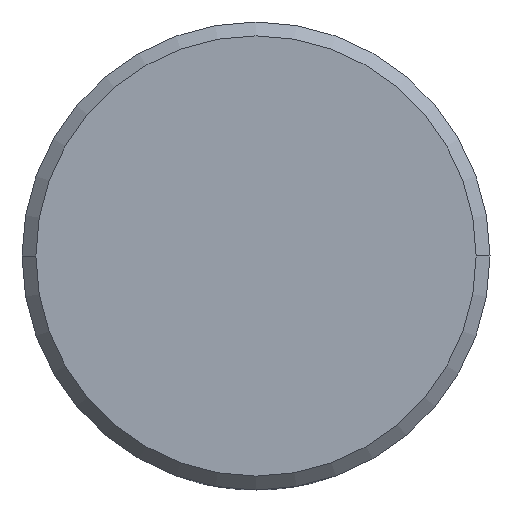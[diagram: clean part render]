
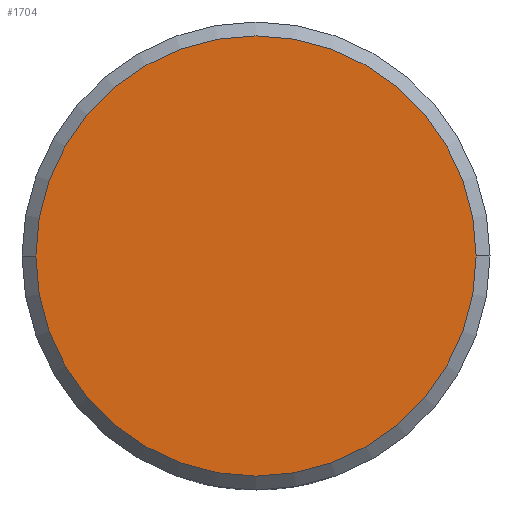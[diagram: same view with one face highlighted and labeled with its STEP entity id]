
A CAD part, front view. The second image highlights one B-rep face of the part: STEP entity #1704.
In plain terms, the highlighted planar face has unit normal (0, -1, 0).
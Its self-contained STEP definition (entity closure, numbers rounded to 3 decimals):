
#483 = CARTESIAN_POINT ( 'NONE',  ( 0., -400., 0. ) ) ;
#1265 = ORIENTED_EDGE ( 'NONE', *, *, #12001, .F. ) ;
#1277 = CARTESIAN_POINT ( 'NONE',  ( -15.85, -400., 0. ) ) ;
#1628 = EDGE_LOOP ( 'NONE', ( #2703, #1265 ) ) ;
#1704 = ADVANCED_FACE ( 'NONE', ( #11911 ), #5800, .F. ) ;
#1973 = DIRECTION ( 'NONE',  ( 0., 1., 0. ) ) ;
#2601 = CIRCLE ( 'NONE', #4124, 15.85 ) ;
#2703 = ORIENTED_EDGE ( 'NONE', *, *, #12881, .F. ) ;
#2749 = AXIS2_PLACEMENT_3D ( 'NONE', #483, #15257, #12851 ) ;
#3558 = VERTEX_POINT ( 'NONE', #9147 ) ;
#4124 = AXIS2_PLACEMENT_3D ( 'NONE', #15536, #10619, #5631 ) ;
#5631 = DIRECTION ( 'NONE',  ( -1., 0., 0. ) ) ;
#5800 = PLANE ( 'NONE',  #6793 ) ;
#6793 = AXIS2_PLACEMENT_3D ( 'NONE', #10746, #1973, #15829 ) ;
#9147 = CARTESIAN_POINT ( 'NONE',  ( 15.85, -400., 0. ) ) ;
#10619 = DIRECTION ( 'NONE',  ( 0., 1., 0. ) ) ;
#10746 = CARTESIAN_POINT ( 'NONE',  ( 0., -400., 0. ) ) ;
#10904 = VERTEX_POINT ( 'NONE', #1277 ) ;
#11911 = FACE_OUTER_BOUND ( 'NONE', #1628, .T. ) ;
#12001 = EDGE_CURVE ( 'NONE', #3558, #10904, #13353, .T. ) ;
#12851 = DIRECTION ( 'NONE',  ( -1., 0., 0. ) ) ;
#12881 = EDGE_CURVE ( 'NONE', #10904, #3558, #2601, .T. ) ;
#13353 = CIRCLE ( 'NONE', #2749, 15.85 ) ;
#15257 = DIRECTION ( 'NONE',  ( 0., 1., 0. ) ) ;
#15536 = CARTESIAN_POINT ( 'NONE',  ( 0., -400., 0. ) ) ;
#15829 = DIRECTION ( 'NONE',  ( -1., 0., 0. ) ) ;
